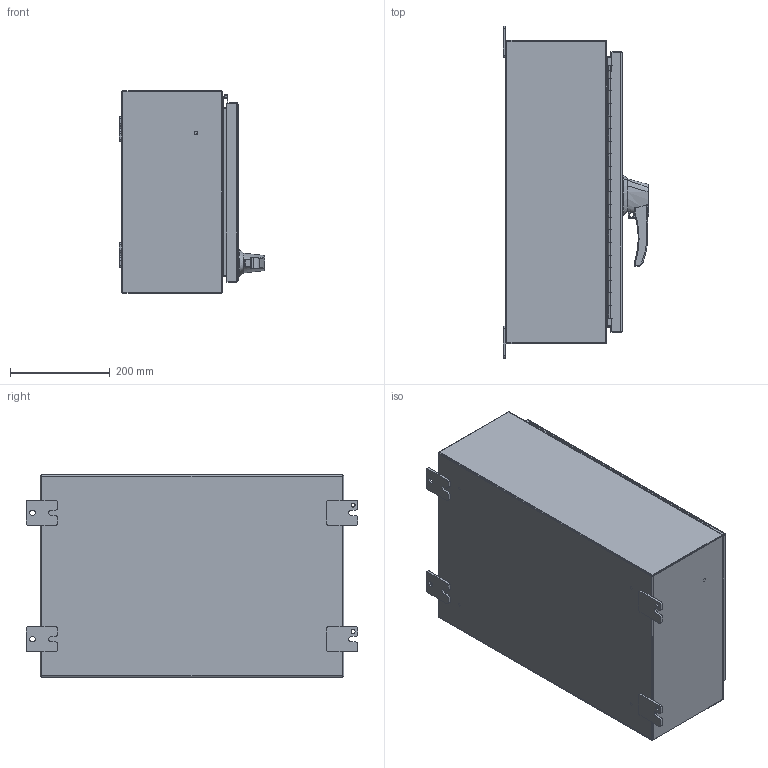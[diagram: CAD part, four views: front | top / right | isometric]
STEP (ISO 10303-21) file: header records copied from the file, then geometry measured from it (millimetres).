
FILE_DESCRIPTION (( 'STEP AP214' ), '1' );
FILE_NAME ('HW24168GYHK.STEP', '2019-08-27T16:25:01', ( '' ), ( '' ), 'SwSTEP 2.0', 'SolidWorks 2018', '' );
FILE_SCHEMA (( 'AUTOMOTIVE_DESIGN' ));
Length unit declared in the file: inch
Products named in the file (1): HW24168GYHK
Bounding box: 292.4 x 666.75 x 406.4 mm (x, y, z)
Volume: 2408166 mm3; surface area: 2369302.7 mm2
Topology: 43 solids, 44 shells, 1384 faces, 3448 edges, 2181 vertices
Faces by surface type: plane 686, cylinder 553, bspline 93, cone 52
Entity records: 97655 total; most frequent: CARTESIAN_POINT 46687, ORIENTED_EDGE 6880, DIRECTION 6444, EDGE_CURVE 3440, AXIS2_PLACEMENT_3D 2197, VERTEX_POINT 2181, LINE 2050, VECTOR 2050
